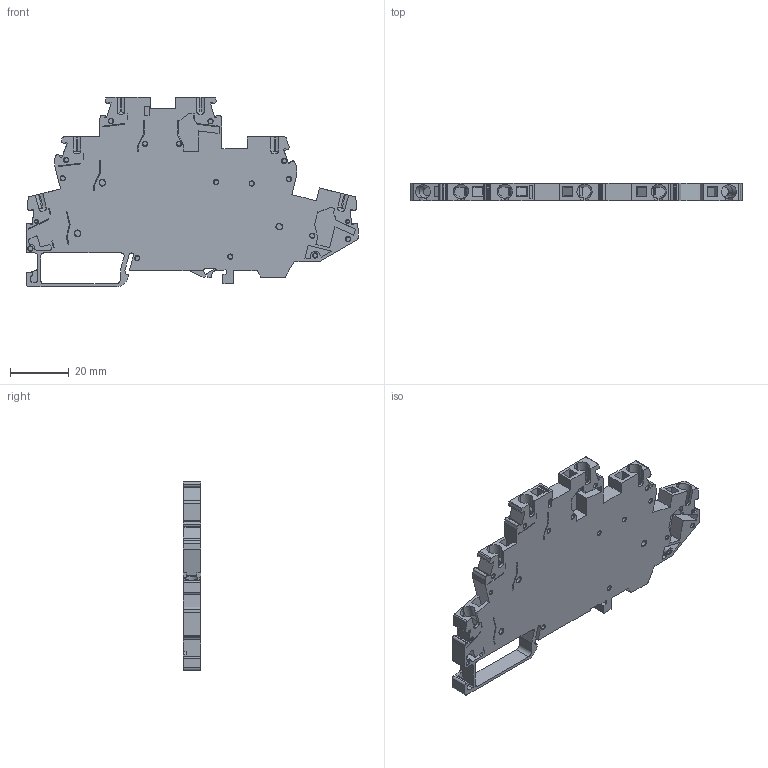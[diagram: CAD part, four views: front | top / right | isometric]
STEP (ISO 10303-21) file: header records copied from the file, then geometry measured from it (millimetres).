
FILE_DESCRIPTION(/* description */ ('Unknown'),/* implementation_level */ '2;1');
FILE_NAME(/* name */ '6DS3L2.5H',/* time_stamp */ '2016-10-13T15:56:31+05:00',/* author */ ('Unknown'),/* organization */ ('Unknown'),/* preprocessor_version */ 'ST-DEVELOPER v16',/* originating_system */ 'DEX',/* authorisation */ $);
FILE_SCHEMA (('AUTOMOTIVE_DESIGN {1 0 10303 214 3 1 1}'));
Length unit declared in the file: millimetre
Products named in the file (1): 6DS3L2.5H
Bounding box: 113 x 6 x 64.5 mm (x, y, z)
Volume: 25290.5 mm3; surface area: 14970 mm2
Topology: 1 solids, 1 shells, 527 faces, 1533 edges, 1038 vertices
Faces by surface type: plane 391, cylinder 109, cone 21, bspline 6
Full cylindrical faces by diameter (mm): 1 x2, 1.5 x16, 2 x3
Entity records: 20407 total; most frequent: CARTESIAN_POINT 6744, ORIENTED_EDGE 2982, DIRECTION 2543, EDGE_CURVE 1491, LINE 1065, VECTOR 1065, VERTEX_POINT 1038, AXIS2_PLACEMENT_3D 739
